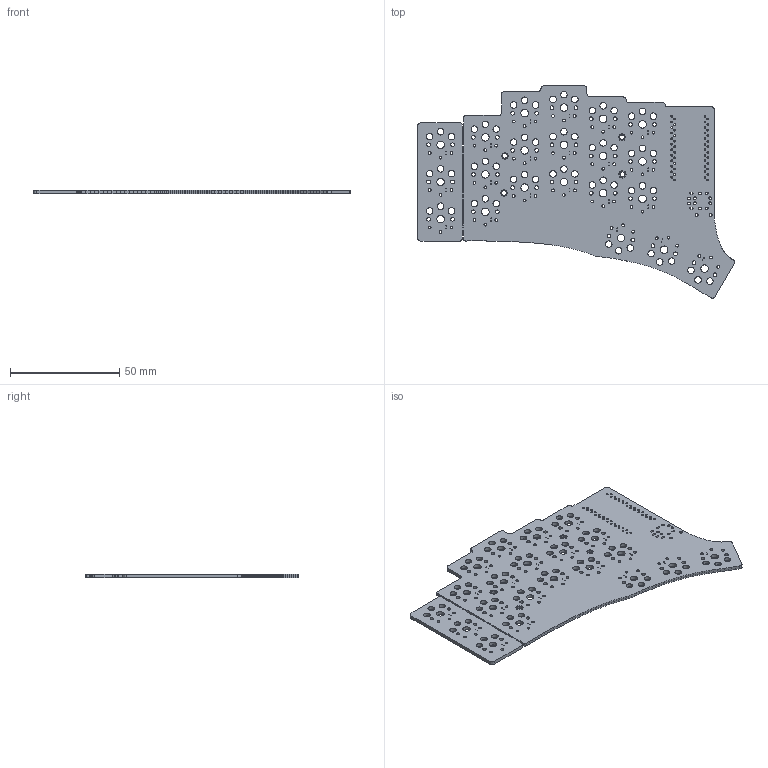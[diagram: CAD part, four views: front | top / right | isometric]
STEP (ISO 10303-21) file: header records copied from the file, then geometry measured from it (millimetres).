
FILE_DESCRIPTION(('FreeCAD Model'),'2;1');
FILE_NAME('Open CASCADE Shape Model','2023-09-23T21:38:02',('Author'),( ''),'Open CASCADE STEP processor 7.6','FreeCAD','Unknown');
FILE_SCHEMA(('AUTOMOTIVE_DESIGN { 1 0 10303 214 1 1 1 1 }'));
Length unit declared in the file: millimetre
Products named in the file (5): rose; Local_CS_794e; Board_Geoms_794e; Pcb_794e; PCB_Sketch_794e
Assembly tree (4 placements, depth 3):
  rose
    Local_CS_794e
    Board_Geoms_794e
      Pcb_794e
      PCB_Sketch_794e
Bounding box: 145.17 x 97.31 x 1.6 mm (x, y, z)
Volume: 13881.5 mm3; surface area: 20740.1 mm2
Topology: 1 solids, 1 shells, 634 faces, 2141 edges, 1754 vertices
Faces by surface type: cylinder 371, plane 206, extrusion 57
Full cylindrical faces by diameter (mm): 0.305 x42, 0.394 x18, 0.4 x32, 0.813 x48, 1.2 x4, 1.27 x63, 1.3 x2, 1.702 x42, 2.2 x4, 3 x63, 3.429 x21
Entity records: 25225 total; most frequent: CARTESIAN_POINT 5218, DIRECTION 3933, ORIENTED_EDGE 3792, EDGE_CURVE 1896, FACE_BOUND 1332, EDGE_LOOP 1332, AXIS2_PLACEMENT_3D 1324, VECTOR 1285
